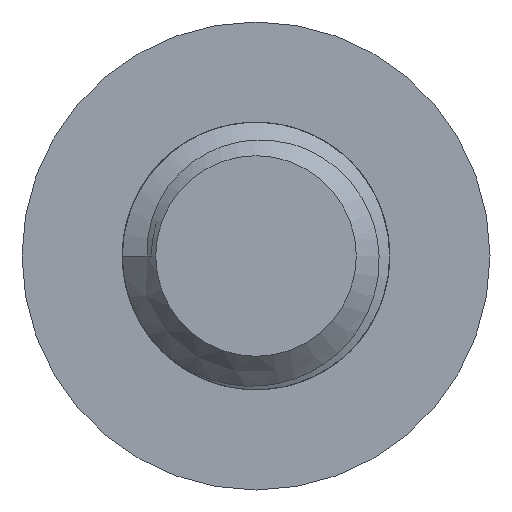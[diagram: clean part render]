
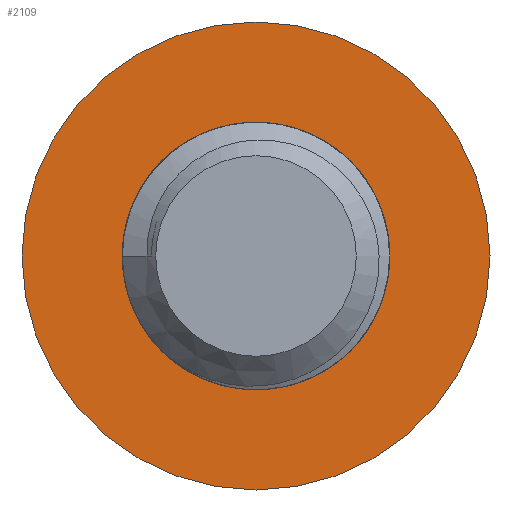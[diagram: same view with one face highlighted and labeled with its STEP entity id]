
A CAD part, left-side view. The second image highlights one B-rep face of the part: STEP entity #2109.
In plain terms, the highlighted face is planar.
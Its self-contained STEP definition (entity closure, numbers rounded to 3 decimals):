
#23=PLANE('',#2255);
#35=FACE_BOUND('',#371,.T.);
#137=CIRCLE('',#2191,3.);
#138=CIRCLE('',#2193,3.);
#141=CIRCLE('',#2241,5.25);
#150=CIRCLE('',#2256,3.);
#250=FACE_OUTER_BOUND('',#370,.T.);
#370=EDGE_LOOP('',(#1657));
#371=EDGE_LOOP('',(#1658,#1659,#1660));
#821=VERTEX_POINT('',#4417);
#823=VERTEX_POINT('',#4420);
#826=VERTEX_POINT('',#4459);
#918=VERTEX_POINT('',#7785);
#1080=EDGE_CURVE('',#821,#823,#137,.T.);
#1084=EDGE_CURVE('',#823,#826,#138,.T.);
#1221=EDGE_CURVE('',#918,#918,#141,.T.);
#1235=EDGE_CURVE('',#826,#821,#150,.T.);
#1657=ORIENTED_EDGE('',*,*,#1221,.F.);
#1658=ORIENTED_EDGE('',*,*,#1084,.F.);
#1659=ORIENTED_EDGE('',*,*,#1080,.F.);
#1660=ORIENTED_EDGE('',*,*,#1235,.F.);
#2109=ADVANCED_FACE('',(#250,#35),#23,.F.);
#2191=AXIS2_PLACEMENT_3D('',#4421,#2424,#2425);
#2193=AXIS2_PLACEMENT_3D('',#4460,#2429,#2430);
#2241=AXIS2_PLACEMENT_3D('',#7787,#2569,#2570);
#2255=AXIS2_PLACEMENT_3D('',#7890,#2599,#2600);
#2256=AXIS2_PLACEMENT_3D('',#7891,#2601,#2602);
#2424=DIRECTION('center_axis',(0.,0.,-1.));
#2425=DIRECTION('ref_axis',(1.,0.,0.));
#2429=DIRECTION('center_axis',(0.,0.,-1.));
#2430=DIRECTION('ref_axis',(1.,0.,0.));
#2569=DIRECTION('center_axis',(0.,0.,1.));
#2570=DIRECTION('ref_axis',(1.,0.,0.));
#2599=DIRECTION('center_axis',(0.,0.,1.));
#2600=DIRECTION('ref_axis',(1.,0.,0.));
#2601=DIRECTION('center_axis',(0.,0.,-1.));
#2602=DIRECTION('ref_axis',(1.,0.,0.));
#4417=CARTESIAN_POINT('',(0.,-3.,-3.3));
#4420=CARTESIAN_POINT('',(-3.,0.,-3.3));
#4421=CARTESIAN_POINT('Origin',(0.,0.,-3.3));
#4459=CARTESIAN_POINT('',(-2.121,2.121,-3.3));
#4460=CARTESIAN_POINT('Origin',(0.,0.,-3.3));
#7785=CARTESIAN_POINT('',(-5.25,0.,-3.3));
#7787=CARTESIAN_POINT('Origin',(0.,0.,-3.3));
#7890=CARTESIAN_POINT('Origin',(0.,-5.25,-3.3));
#7891=CARTESIAN_POINT('Origin',(0.,0.,-3.3));
